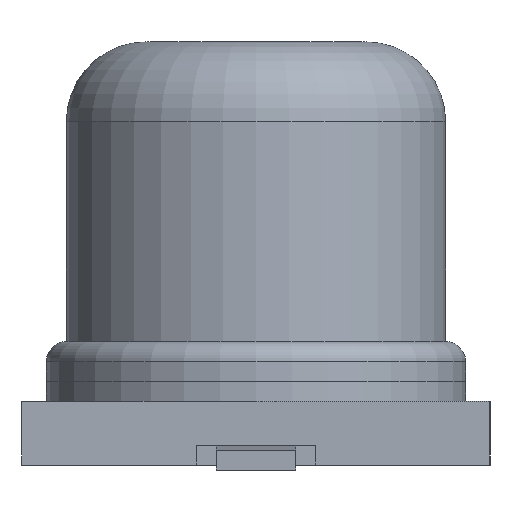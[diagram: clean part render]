
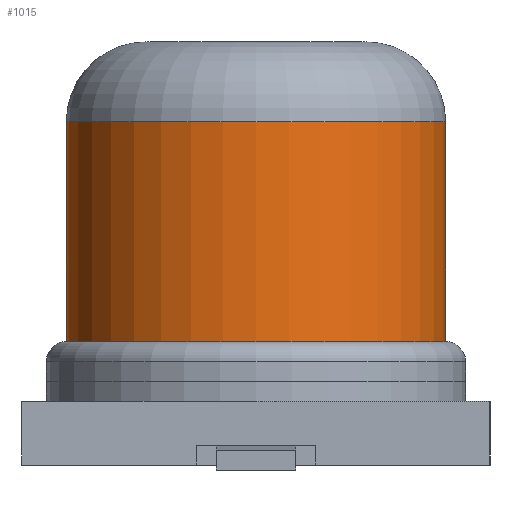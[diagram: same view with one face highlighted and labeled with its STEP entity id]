
A CAD part, left-side view. The second image highlights one B-rep face of the part: STEP entity #1015.
In plain terms, the highlighted cylindrical face has radius 1.905 mm (diameter 3.81 mm), a partial arc.
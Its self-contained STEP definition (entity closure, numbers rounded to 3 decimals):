
#868=CARTESIAN_POINT('',(-3.345,1.905,3.5));
#869=VERTEX_POINT('',#868);
#933=CARTESIAN_POINT('',(-3.345,-1.905,3.5));
#934=VERTEX_POINT('',#933);
#952=CARTESIAN_POINT('',(-3.345,0.,3.5));
#953=DIRECTION('',(0.0,0.0,1.0));
#954=DIRECTION('',(-1.0,0.0,0.0));
#955=AXIS2_PLACEMENT_3D('',#952,#953,#954);
#956=CIRCLE('',#955,1.905);
#957=EDGE_CURVE('',#869,#934,#956,.T.);
#984=CARTESIAN_POINT('',(-3.345,0.,4.3));
#985=DIRECTION('',(0.0,0.0,-1.0));
#986=DIRECTION('',(-1.0,0.0,0.0));
#987=AXIS2_PLACEMENT_3D('',#984,#985,#986);
#988=CYLINDRICAL_SURFACE('',#987,1.905);
#989=ORIENTED_EDGE('',*,*,#957,.F.);
#990=CARTESIAN_POINT('',(-3.345,1.905,0.69));
#991=VERTEX_POINT('',#990);
#992=CARTESIAN_POINT('',(-3.345,1.905,3.5));
#993=DIRECTION('',(0.0,0.0,-1.0));
#994=VECTOR('',#993,2.81);
#995=LINE('',#992,#994);
#996=EDGE_CURVE('',#869,#991,#995,.T.);
#997=ORIENTED_EDGE('',*,*,#996,.T.);
#998=CARTESIAN_POINT('',(-3.345,-1.905,0.69));
#999=VERTEX_POINT('',#998);
#1000=CARTESIAN_POINT('',(-3.345,0.,0.69));
#1001=DIRECTION('',(0.0,0.0,1.0));
#1002=DIRECTION('',(-1.0,0.0,0.0));
#1003=AXIS2_PLACEMENT_3D('',#1000,#1001,#1002);
#1004=CIRCLE('',#1003,1.905);
#1005=EDGE_CURVE('',#991,#999,#1004,.T.);
#1006=ORIENTED_EDGE('',*,*,#1005,.T.);
#1007=CARTESIAN_POINT('',(-3.345,-1.905,3.5));
#1008=DIRECTION('',(0.0,0.0,-1.0));
#1009=VECTOR('',#1008,2.81);
#1010=LINE('',#1007,#1009);
#1011=EDGE_CURVE('',#934,#999,#1010,.T.);
#1012=ORIENTED_EDGE('',*,*,#1011,.F.);
#1013=EDGE_LOOP('',(#989,#997,#1006,#1012));
#1014=FACE_OUTER_BOUND('',#1013,.T.);
#1015=ADVANCED_FACE('',(#1014),#988,.T.);
